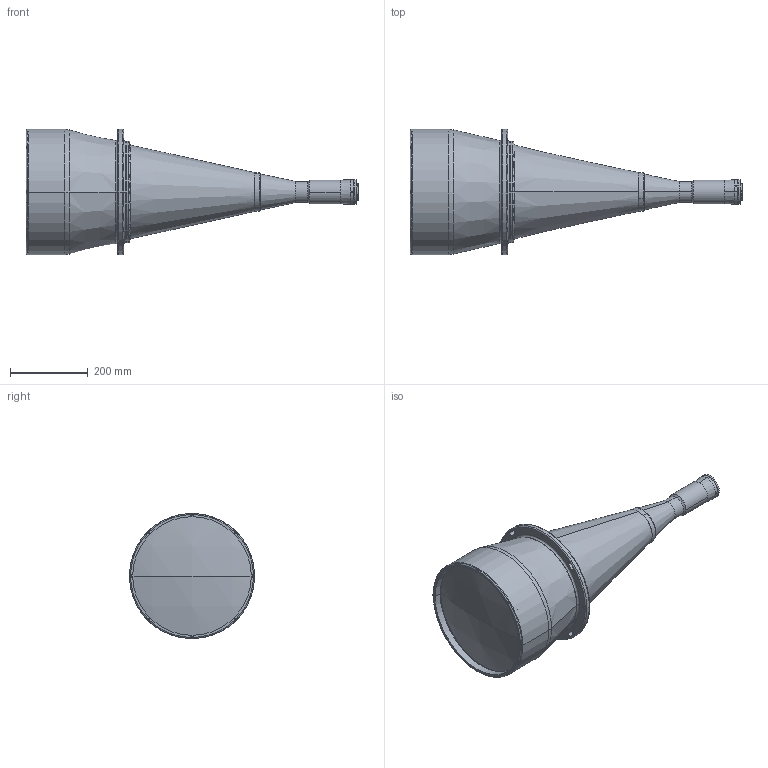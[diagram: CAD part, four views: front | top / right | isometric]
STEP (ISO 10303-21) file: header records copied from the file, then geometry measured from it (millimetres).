
FILE_DESCRIPTION (( 'STEP AP203' ), '1' );
FILE_NAME ('TC12MHR240.step', '2018-09-28T08:09:54', ( '' ), ( '' ), 'SwSTEP 2.0', 'SolidWorks 2017', '' );
FILE_SCHEMA (( 'CONFIG_CONTROL_DESIGN' ));
Length unit declared in the file: millimetre
Products named in the file (1): TC12MHR240
Bounding box: 854.07 x 322 x 322 mm (x, y, z)
Surface area: 734664.9 mm2 (no closed solid volume)
Topology: 0 solids, 33 shells, 261 faces, 920 edges, 668 vertices
Faces by surface type: cylinder 108, plane 78, torus 47, cone 18, bspline 6, sphere 4
Entity records: 11369 total; most frequent: CARTESIAN_POINT 3200, DIRECTION 1863, ORIENTED_EDGE 1391, EDGE_CURVE 920, AXIS2_PLACEMENT_3D 765, VERTEX_POINT 668, CIRCLE 509, EDGE_LOOP 340
